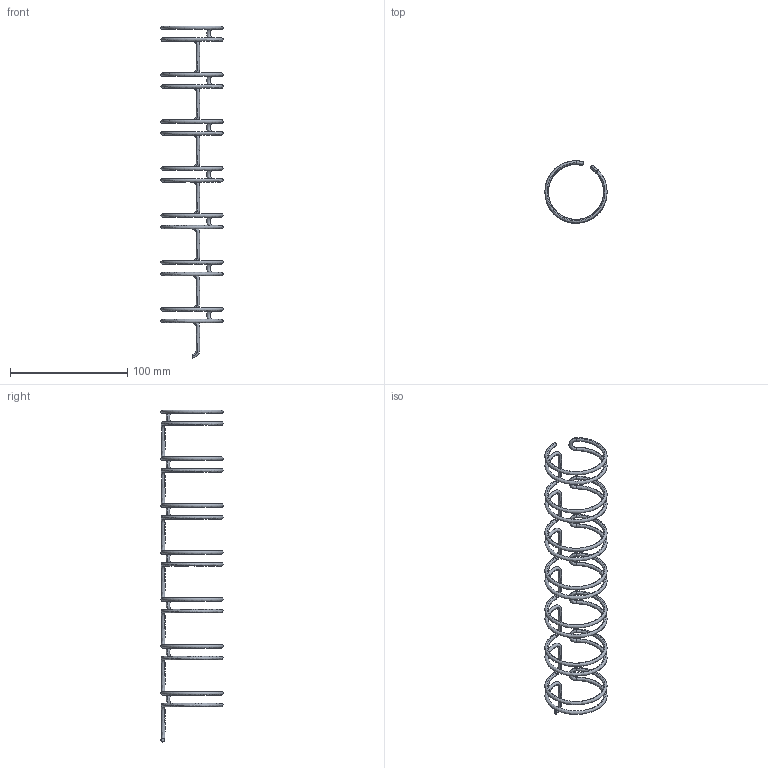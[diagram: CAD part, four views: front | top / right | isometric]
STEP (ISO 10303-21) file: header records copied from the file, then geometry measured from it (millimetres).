
FILE_DESCRIPTION (( 'STEP AP214' ), '1' );
FILE_NAME ('錨璃1.STEP', '2023-07-22T00:09:27', ( '' ), ( '' ), 'SwSTEP 2.0', 'SolidWorks 2019', '' );
FILE_SCHEMA (( 'AUTOMOTIVE_DESIGN' ));
Length unit declared in the file: millimetre
Products named in the file (1): 錨璃1
Bounding box: 52.96 x 52.98 x 283 mm (x, y, z)
Volume: 16127.8 mm3; surface area: 21579.9 mm2
Topology: 7 solids, 7 shells, 56 faces, 126 edges, 84 vertices
Faces by surface type: bspline 42, plane 14
Entity records: 25740 total; most frequent: CARTESIAN_POINT 24725, ORIENTED_EDGE 252, EDGE_CURVE 126, B_SPLINE_CURVE_WITH_KNOTS 98, DIRECTION 86, VERTEX_POINT 84, FACE_OUTER_BOUND 56, EDGE_LOOP 56
